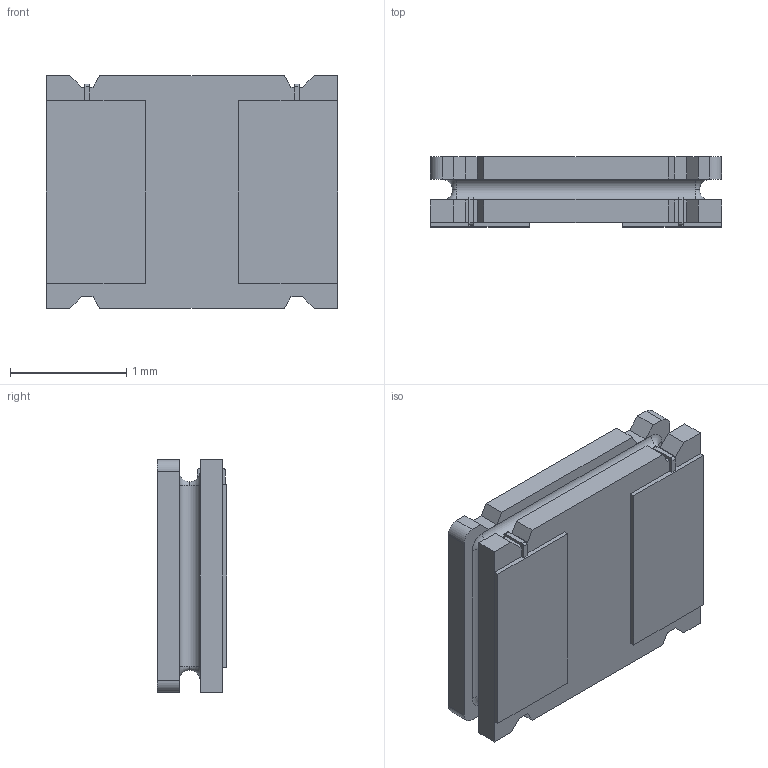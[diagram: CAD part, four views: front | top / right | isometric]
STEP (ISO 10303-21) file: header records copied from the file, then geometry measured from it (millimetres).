
FILE_DESCRIPTION (( 'STEP AP214' ), '1' );
FILE_NAME ('LQH2HPN1R0MDRL.STEP', '2020-01-28T00:01:38', ( '' ), ( '' ), 'SwSTEP 2.0', 'SolidWorks 2017', '' );
FILE_SCHEMA (( 'AUTOMOTIVE_DESIGN' ));
Length unit declared in the file: millimetre
Products named in the file (1): LQH2HPN1R0MDRL
Bounding box: 2.5 x 0.6 x 2 mm (x, y, z)
Volume: 2.6 mm3; surface area: 39.5 mm2
Topology: 7 solids, 7 shells, 96 faces, 246 edges, 164 vertices
Faces by surface type: plane 74, cylinder 14, torus 8
Entity records: 2986 total; most frequent: CARTESIAN_POINT 507, ORIENTED_EDGE 492, DIRECTION 488, EDGE_CURVE 246, LINE 198, VECTOR 198, VERTEX_POINT 164, AXIS2_PLACEMENT_3D 145
